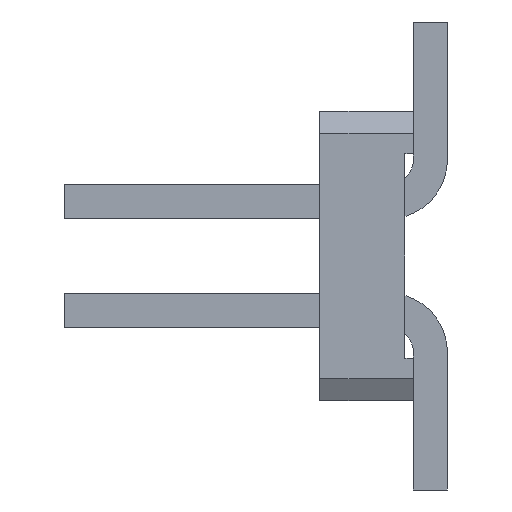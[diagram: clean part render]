
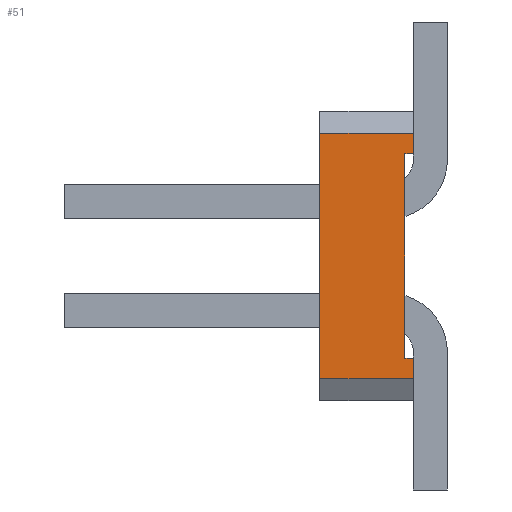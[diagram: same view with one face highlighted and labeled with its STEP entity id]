
A CAD part, left-side view. The second image highlights one B-rep face of the part: STEP entity #51.
In plain terms, the highlighted planar face has unit normal (-1, 0, 0).
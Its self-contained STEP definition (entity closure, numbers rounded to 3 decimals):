
#51=ADVANCED_FACE('3578',(#745),#746,.T.);
#745=FACE_OUTER_BOUND('',#2201,.T.);
#746=PLANE('',#2202);
#2201=EDGE_LOOP('',(#3689,#3690,#3691,#3692,#3693,#3694,#3695,#3696));
#2202=AXIS2_PLACEMENT_3D('',#3697,#3698,#3699);
#3689=ORIENTED_EDGE('',*,*,#9509,.T.);
#3690=ORIENTED_EDGE('',*,*,#9527,.T.);
#3691=ORIENTED_EDGE('',*,*,#9528,.F.);
#3692=ORIENTED_EDGE('',*,*,#9529,.F.);
#3693=ORIENTED_EDGE('',*,*,#9530,.T.);
#3694=ORIENTED_EDGE('',*,*,#9531,.T.);
#3695=ORIENTED_EDGE('',*,*,#9532,.F.);
#3696=ORIENTED_EDGE('',*,*,#9533,.F.);
#3697=CARTESIAN_POINT('',(-0.635,0.0,-1.44));
#3698=DIRECTION('',(-1.0,0.0,0.0));
#3699=DIRECTION('',(0.0,0.0,1.0));
#9509=EDGE_CURVE('4312',#11410,#11408,#11411,.T.);
#9527=EDGE_CURVE('4272',#11408,#11440,#11442,.T.);
#9528=EDGE_CURVE('4266',#11443,#11440,#11444,.T.);
#9529=EDGE_CURVE('4271',#11445,#11443,#11446,.T.);
#9530=EDGE_CURVE('4311',#11445,#11447,#11448,.T.);
#9531=EDGE_CURVE('4310',#11447,#11449,#11450,.T.);
#9532=EDGE_CURVE('4309',#11451,#11449,#11452,.T.);
#9533=EDGE_CURVE('4308',#11410,#11451,#11453,.T.);
#11408=VERTEX_POINT('',#14519);
#11410=VERTEX_POINT('',#14522);
#11411=LINE('',#14523,#14524);
#11440=VERTEX_POINT('',#14567);
#11442=LINE('',#14570,#14571);
#11443=VERTEX_POINT('',#14572);
#11444=LINE('',#14573,#14574);
#11445=VERTEX_POINT('',#14575);
#11446=LINE('',#14576,#14577);
#11447=VERTEX_POINT('',#14578);
#11448=LINE('',#14579,#14580);
#11449=VERTEX_POINT('',#14581);
#11450=LINE('',#14582,#14583);
#11451=VERTEX_POINT('',#14584);
#11452=LINE('',#14585,#14586);
#11453=LINE('',#14587,#14588);
#14519=CARTESIAN_POINT('',(-0.635,0.0,1.44));
#14522=CARTESIAN_POINT('',(-0.635,0.0,1.2));
#14523=CARTESIAN_POINT('',(-0.635,0.0,1.2));
#14524=VECTOR('',#19365,0.24);
#14567=CARTESIAN_POINT('',(-0.635,1.1,1.44));
#14570=CARTESIAN_POINT('',(-0.635,0.0,1.44));
#14571=VECTOR('',#19387,1.1);
#14572=CARTESIAN_POINT('',(-0.635,1.1,-1.44));
#14573=CARTESIAN_POINT('',(-0.635,1.1,-1.44));
#14574=VECTOR('',#19388,2.88);
#14575=CARTESIAN_POINT('',(-0.635,0.0,-1.44));
#14576=CARTESIAN_POINT('',(-0.635,0.0,-1.44));
#14577=VECTOR('',#19389,1.1);
#14578=CARTESIAN_POINT('',(-0.635,0.0,-1.2));
#14579=CARTESIAN_POINT('',(-0.635,0.0,-1.44));
#14580=VECTOR('',#19390,0.24);
#14581=CARTESIAN_POINT('',(-0.635,0.1,-1.2));
#14582=CARTESIAN_POINT('',(-0.635,0.0,-1.2));
#14583=VECTOR('',#19391,0.1);
#14584=CARTESIAN_POINT('',(-0.635,0.1,1.2));
#14585=CARTESIAN_POINT('',(-0.635,0.1,1.2));
#14586=VECTOR('',#19392,2.4);
#14587=CARTESIAN_POINT('',(-0.635,0.0,1.2));
#14588=VECTOR('',#19393,0.1);
#19365=DIRECTION('',(0.0,0.0,1.0));
#19387=DIRECTION('',(0.0,1.0,0.0));
#19388=DIRECTION('',(0.0,0.0,1.0));
#19389=DIRECTION('',(0.0,1.0,0.0));
#19390=DIRECTION('',(0.0,0.0,1.0));
#19391=DIRECTION('',(0.0,1.0,0.0));
#19392=DIRECTION('',(0.0,0.0,-1.0));
#19393=DIRECTION('',(0.0,1.0,0.0));
